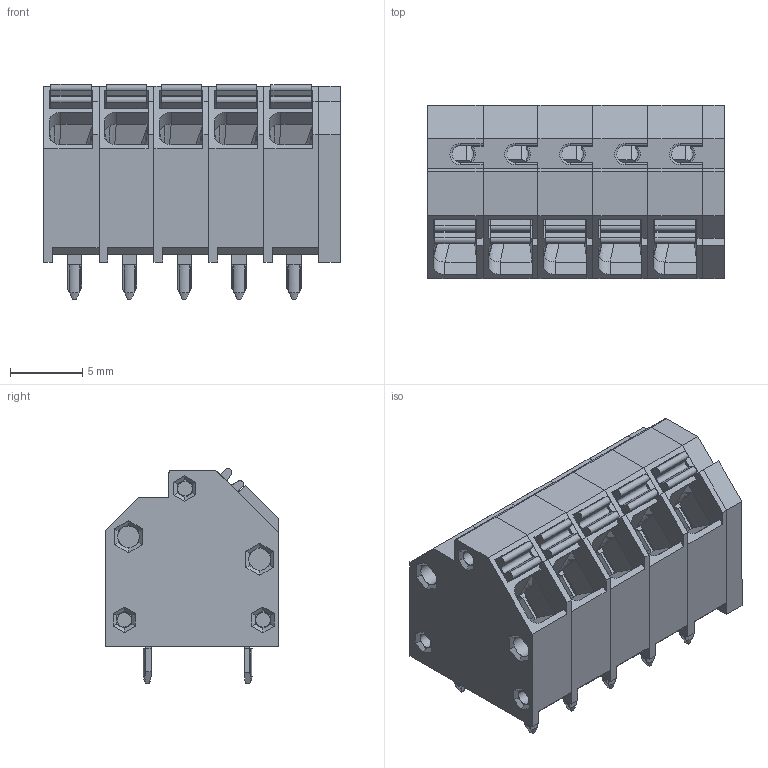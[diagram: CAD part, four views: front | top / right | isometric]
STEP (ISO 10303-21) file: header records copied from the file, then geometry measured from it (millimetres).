
FILE_DESCRIPTION(/* description */ ('Unknown'),/* implementation_level */ '2;1');
FILE_NAME(/* name */ '691809320005',/* time_stamp */ '2021-07-01T12:13:04+02:00',/* author */ ('Unknown'),/* organization */ ('Unknown'),/* preprocessor_version */ 'ST-DEVELOPER v16.7',/* originating_system */ 'Solid Edge',/* authorisation */ 'Unknown');
FILE_SCHEMA (('AUTOMOTIVE_DESIGN {1 0 10303 214 3 1 1}'));
Length unit declared in the file: millimetre
Products named in the file (10): 6918093200xx; 6918093200xx_Module; 6918093200xx_Housing; 6918093200xx_ShortContact; 6918093200xx_LongContact; 6918093200xx_SpringClamp; 6918093200xx_Lever; 6918093200xx_Cover; 6918093200xx_ModuleStart; 6918093200xx_Housing2
Assembly tree (16 placements, depth 3):
  6918093200xx
    6918093200xx_Module  x4
      6918093200xx_Housing
      6918093200xx_ShortContact
      6918093200xx_LongContact
      6918093200xx_SpringClamp
      6918093200xx_Lever
    6918093200xx_Cover
    6918093200xx_ModuleStart
      6918093200xx_Housing2
      6918093200xx_ShortContact
      6918093200xx_LongContact
      6918093200xx_SpringClamp
      6918093200xx_Lever
Bounding box: 20.58 x 12 x 14.93 mm (x, y, z)
Volume: 1573.4 mm3; surface area: 5380.4 mm2
Topology: 26 solids, 26 shells, 2092 faces, 5810 edges, 3821 vertices
Faces by surface type: plane 1579, cylinder 424, cone 44, bspline 25, torus 20
Full cylindrical faces by diameter (mm): 1 x33, 1.5 x22, 1.98 x5
Entity records: 22616 total; most frequent: CARTESIAN_POINT 4045, ORIENTED_EDGE 3826, DIRECTION 3717, EDGE_CURVE 1913, LINE 1531, VECTOR 1531, VERTEX_POINT 1277, AXIS2_PLACEMENT_3D 1093
